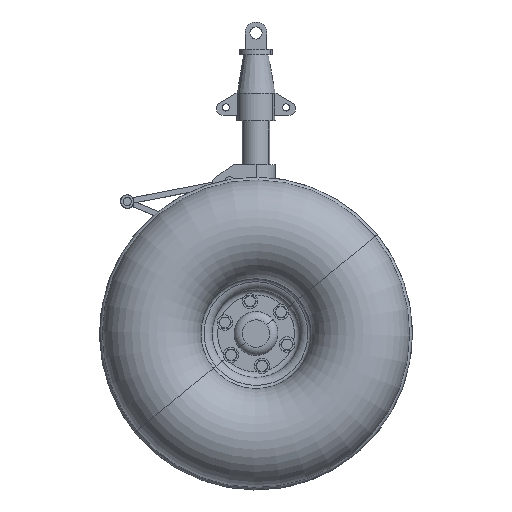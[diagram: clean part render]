
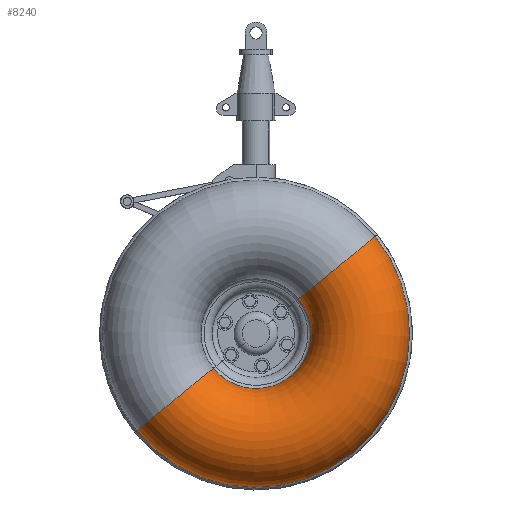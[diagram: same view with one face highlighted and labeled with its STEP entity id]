
A CAD part, left-side view. The second image highlights one B-rep face of the part: STEP entity #8240.
In plain terms, the highlighted toroidal (fillet/blend) face has major radius 190 mm and minor radius 90 mm.
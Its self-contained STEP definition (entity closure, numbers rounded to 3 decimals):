
#8176=CARTESIAN_POINT('Vertex',(-48.05,166.341,-87.955)) ;
#8179=CARTESIAN_POINT('Axis2P3D Location',(0.,166.341,0.)) ;
#8183=CARTESIAN_POINT('Vertex',(48.05,166.341,87.955)) ;
#8210=CARTESIAN_POINT('Axis2P3D Location',(0.,160.,0.)) ;
#8215=CARTESIAN_POINT('Axis2P3D Location',(-91.091,160.,-166.741)) ;
#8219=CARTESIAN_POINT('Vertex',(-134.155,154.375,-245.569)) ;
#8222=CARTESIAN_POINT('Axis2P3D Location',(0.,154.375,0.)) ;
#8226=CARTESIAN_POINT('Vertex',(134.155,154.375,245.569)) ;
#8229=CARTESIAN_POINT('Axis2P3D Location',(91.091,160.,166.741)) ;
#8180=DIRECTION('Axis2P3D Direction',(0.,1.,0.)) ;
#8211=DIRECTION('Axis2P3D Direction',(0.,1.,0.)) ;
#8212=DIRECTION('Axis2P3D XDirection',(0.479,0.,0.878)) ;
#8216=DIRECTION('Axis2P3D Direction',(0.878,0.,-0.479)) ;
#8223=DIRECTION('Axis2P3D Direction',(0.,1.,0.)) ;
#8230=DIRECTION('Axis2P3D Direction',(-0.878,0.,0.479)) ;
#8181=AXIS2_PLACEMENT_3D('Circle Axis2P3D',#8179,#8180,$) ;
#8213=AXIS2_PLACEMENT_3D('Torus Axis2P3D',#8210,#8211,#8212) ;
#8217=AXIS2_PLACEMENT_3D('Circle Axis2P3D',#8215,#8216,$) ;
#8224=AXIS2_PLACEMENT_3D('Circle Axis2P3D',#8222,#8223,$) ;
#8231=AXIS2_PLACEMENT_3D('Circle Axis2P3D',#8229,#8230,$) ;
#8235=ORIENTED_EDGE('',*,*,#8185,.F.) ;
#8236=ORIENTED_EDGE('',*,*,#8221,.T.) ;
#8237=ORIENTED_EDGE('',*,*,#8228,.T.) ;
#8238=ORIENTED_EDGE('',*,*,#8233,.F.) ;
#8240=ADVANCED_FACE('PartBody',(#8239),#8214,.T.) ;
#8182=CIRCLE('generated circle',#8181,100.224) ;
#8218=CIRCLE('generated circle',#8217,90.) ;
#8225=CIRCLE('generated circle',#8224,279.824) ;
#8232=CIRCLE('generated circle',#8231,90.) ;
#8214=TOROIDAL_SURFACE('homeo Torus',#8213,190.,90.) ;
#8185=EDGE_CURVE('',#8177,#8184,#8182,.T.) ;
#8221=EDGE_CURVE('',#8177,#8220,#8218,.F.) ;
#8228=EDGE_CURVE('',#8220,#8227,#8225,.T.) ;
#8233=EDGE_CURVE('',#8184,#8227,#8232,.F.) ;
#8234=EDGE_LOOP('',(#8235,#8236,#8237,#8238)) ;
#8239=FACE_OUTER_BOUND('',#8234,.T.) ;
#8177=VERTEX_POINT('',#8176) ;
#8184=VERTEX_POINT('',#8183) ;
#8220=VERTEX_POINT('',#8219) ;
#8227=VERTEX_POINT('',#8226) ;
